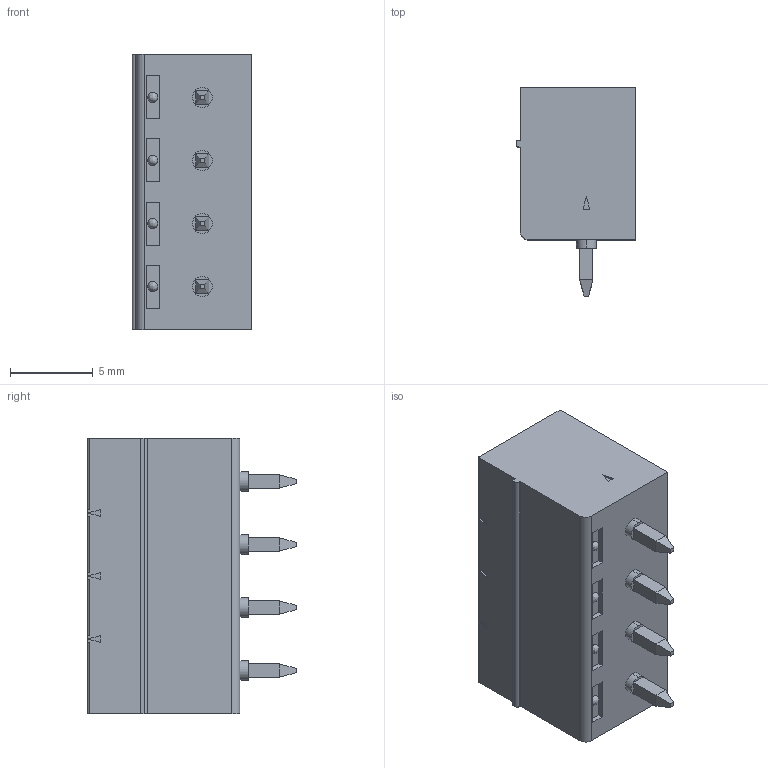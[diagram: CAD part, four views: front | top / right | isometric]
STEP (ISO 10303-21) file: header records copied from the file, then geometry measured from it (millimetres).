
FILE_DESCRIPTION (( 'STEP AP214' ), '1' );
FILE_NAME ('User Library-1803442.STEP', '2014-10-28T15:28:31', ( 'Windows User' ), ( '' ), 'SwSTEP 2.0', 'SolidWorks 2014', '' );
FILE_SCHEMA (( 'AUTOMOTIVE_DESIGN' ));
Length unit declared in the file: millimetre
Products named in the file (2): User Library-1803442; User Library-1803442_mcv_1.5-4-g-3.81_1
Assembly tree (1 placements, depth 2):
  User Library-1803442
    User Library-1803442_mcv_1.5-4-g-3.81_1
Bounding box: 7.25 x 12.6 x 16.63 mm (x, y, z)
Volume: 642.2 mm3; surface area: 1410.1 mm2
Topology: 1 solids, 1 shells, 295 faces, 741 edges, 476 vertices
Faces by surface type: plane 234, cylinder 53, cone 4, bspline 4
Entity records: 12037 total; most frequent: CARTESIAN_POINT 1661, ORIENTED_EDGE 1460, DIRECTION 1414, EDGE_CURVE 730, LINE 604, VECTOR 604, VERTEX_POINT 476, AXIS2_PLACEMENT_3D 405
